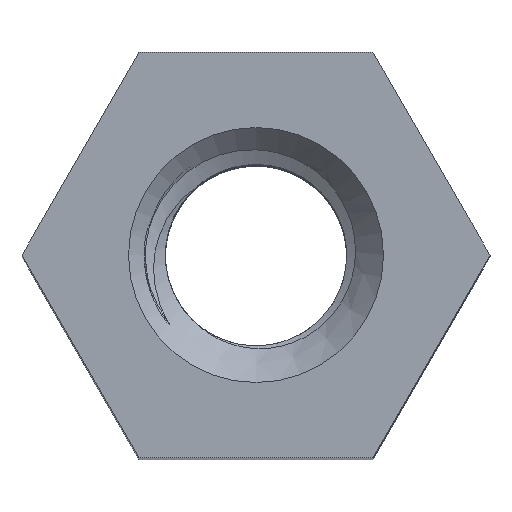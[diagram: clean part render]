
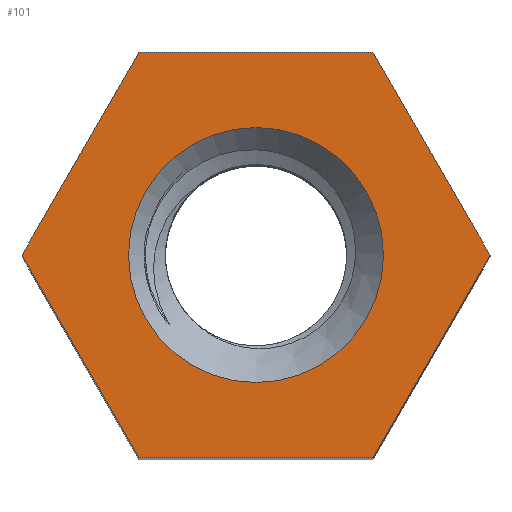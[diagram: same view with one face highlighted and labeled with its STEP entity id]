
A CAD part, top view. The second image highlights one B-rep face of the part: STEP entity #101.
In plain terms, the highlighted planar face has unit normal (0, 0, 1).
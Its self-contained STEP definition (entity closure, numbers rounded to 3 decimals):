
#101=ADVANCED_FACE('',(#16171,#16173),#16175,.T.);
#16171=FACE_BOUND('',#16172,.T.);
#16172=EDGE_LOOP('',(#17187,#17188,#17189,#17190,#17191,#17192));
#16173=FACE_BOUND('',#16174,.T.);
#16174=EDGE_LOOP('',(#17193));
#16175=PLANE('',#16176);
#16176=AXIS2_PLACEMENT_3D('',#16177,#16178,#16179);
#16177=CARTESIAN_POINT('',(0.,0.,15.));
#16178=DIRECTION('',(0.,0.,1.));
#16179=DIRECTION('',(-1.,0.,0.));
#17187=ORIENTED_EDGE('',*,*,#17431,.T.);
#17188=ORIENTED_EDGE('',*,*,#17432,.T.);
#17189=ORIENTED_EDGE('',*,*,#17433,.T.);
#17190=ORIENTED_EDGE('',*,*,#17434,.T.);
#17191=ORIENTED_EDGE('',*,*,#17435,.T.);
#17192=ORIENTED_EDGE('',*,*,#17436,.T.);
#17193=ORIENTED_EDGE('',*,*,#17353,.T.);
#17353=EDGE_CURVE('',#17480,#17480,#17481,.F.);
#17431=EDGE_CURVE('',#17632,#17633,#17634,.T.);
#17432=EDGE_CURVE('',#17633,#17635,#17636,.T.);
#17433=EDGE_CURVE('',#17635,#17637,#17638,.T.);
#17434=EDGE_CURVE('',#17637,#17639,#17640,.T.);
#17435=EDGE_CURVE('',#17639,#17641,#17642,.T.);
#17436=EDGE_CURVE('',#17641,#17632,#17643,.T.);
#17480=VERTEX_POINT('',#17693);
#17481=CIRCLE('',#17694,1.73);
#17632=VERTEX_POINT('',#22141);
#17633=VERTEX_POINT('',#22142);
#17634=LINE('',#22143,#22144);
#17635=VERTEX_POINT('',#22146);
#17636=LINE('',#22147,#22148);
#17637=VERTEX_POINT('',#22150);
#17638=LINE('',#22151,#22152);
#17639=VERTEX_POINT('',#22154);
#17640=LINE('',#22155,#22156);
#17641=VERTEX_POINT('',#22158);
#17642=LINE('',#22159,#22160);
#17643=LINE('',#22162,#22163);
#17693=CARTESIAN_POINT('',(0.,1.73,15.));
#17694=AXIS2_PLACEMENT_3D('',#17695,#17696,#17697);
#17695=CARTESIAN_POINT('',(0.,0.,15.));
#17696=DIRECTION('',(0.,0.,1.));
#17697=DIRECTION('',(0.,1.,-0.));
#22141=CARTESIAN_POINT('',(3.175,0.,15.));
#22142=CARTESIAN_POINT('',(1.588,2.75,15.));
#22143=CARTESIAN_POINT('',(3.175,0.,15.));
#22144=VECTOR('',#22145,1.);
#22145=DIRECTION('',(-0.5,0.866,0.));
#22146=CARTESIAN_POINT('',(-1.588,2.75,15.));
#22147=CARTESIAN_POINT('',(1.588,2.75,15.));
#22148=VECTOR('',#22149,1.);
#22149=DIRECTION('',(-1.,0.,0.));
#22150=CARTESIAN_POINT('',(-3.175,0.,15.));
#22151=CARTESIAN_POINT('',(-1.588,2.75,15.));
#22152=VECTOR('',#22153,1.);
#22153=DIRECTION('',(-0.5,-0.866,0.));
#22154=CARTESIAN_POINT('',(-1.588,-2.75,15.));
#22155=CARTESIAN_POINT('',(-3.175,0.,15.));
#22156=VECTOR('',#22157,1.);
#22157=DIRECTION('',(0.5,-0.866,0.));
#22158=CARTESIAN_POINT('',(1.588,-2.75,15.));
#22159=CARTESIAN_POINT('',(-1.588,-2.75,15.));
#22160=VECTOR('',#22161,1.);
#22161=DIRECTION('',(1.,0.,0.));
#22162=CARTESIAN_POINT('',(1.588,-2.75,15.));
#22163=VECTOR('',#22164,1.);
#22164=DIRECTION('',(0.5,0.866,0.));
